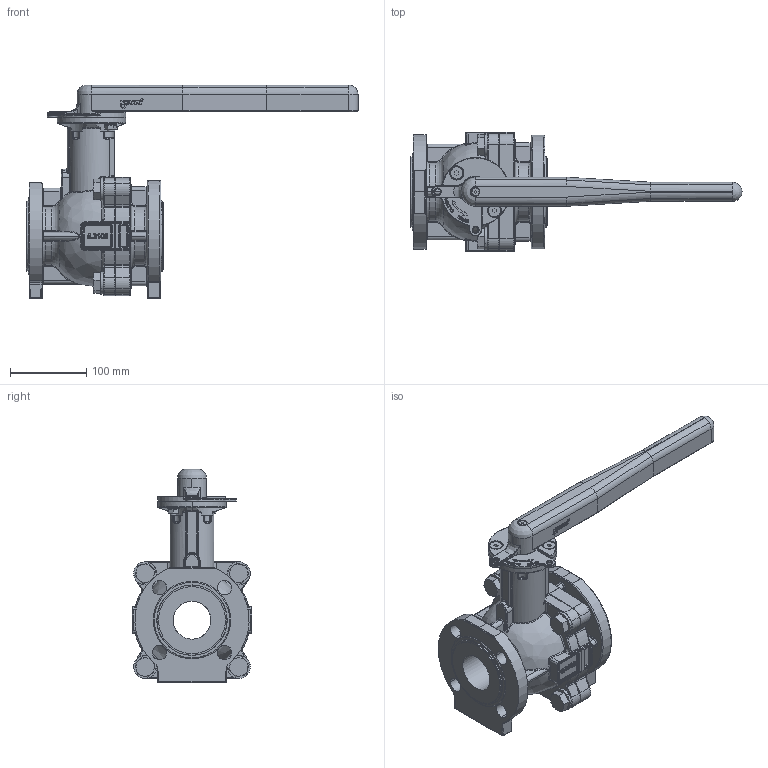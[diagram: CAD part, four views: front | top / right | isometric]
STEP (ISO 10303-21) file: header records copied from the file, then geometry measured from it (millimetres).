
FILE_DESCRIPTION(('HOOPS Exchange Step'),'2;1');
FILE_NAME('FK13010008.stp','2025-09-18T10:44:12+02:00',('nieru'),('Unknown organisation'),'HOOPS Exchange 2024.2','HOOPS Exchange','Unknown authorisation');
FILE_SCHEMA( ('AP203_CONFIGURATION_CONTROLLED_3D_DESIGN_OF_MECHANICAL_PARTS_AND_ASSEMBLIES_MIM_LF') );
Length unit declared in the file: millimetre
Products named in the file (4): 0; root
Assembly tree (3 placements, depth 3):
  root
    0
      0
      0
Bounding box: 436.2 x 157 x 281 mm (x, y, z)
Volume: 2652796.6 mm3; surface area: 345004.3 mm2
Topology: 5 solids, 5 shells, 2434 faces, 6258 edges, 3921 vertices
Faces by surface type: cylinder 809, bspline 676, plane 591, torus 191, cone 96, sphere 46, extrusion 25
Entity records: 129409 total; most frequent: CARTESIAN_POINT 77074, ORIENTED_EDGE 12448, DIRECTION 8290, EDGE_CURVE 6224, VERTEX_POINT 3921, AXIS2_PLACEMENT_3D 3021, EDGE_LOOP 2603, FACE_BOUND 2603
